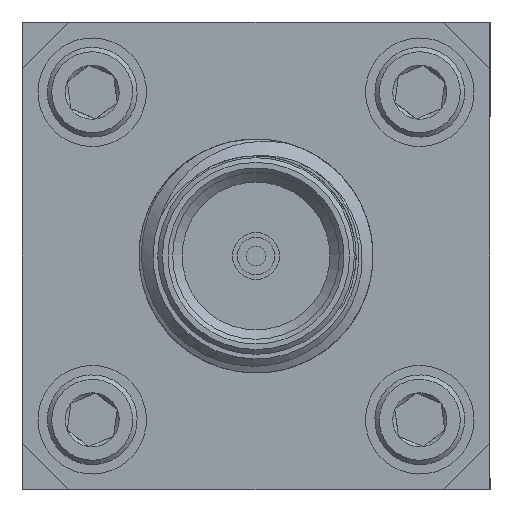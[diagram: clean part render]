
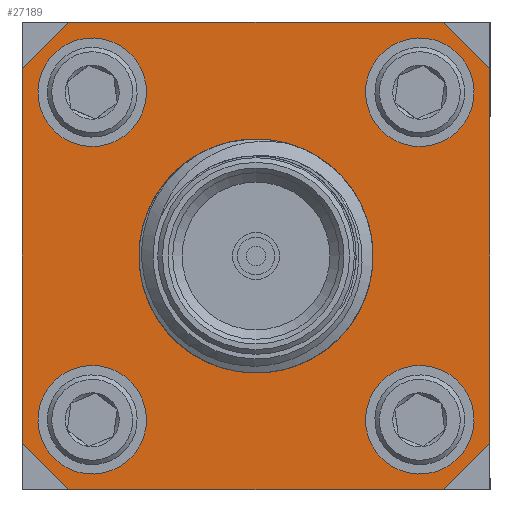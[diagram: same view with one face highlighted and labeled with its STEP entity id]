
A CAD part, left-side view. The second image highlights one B-rep face of the part: STEP entity #27189.
In plain terms, the highlighted planar face has unit normal (-1, 0, 0).
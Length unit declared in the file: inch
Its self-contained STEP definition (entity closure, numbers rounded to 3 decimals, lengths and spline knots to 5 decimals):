
#497 = EDGE_LOOP ( 'NONE', ( #3838, #30588, #24552, #13671, #2341, #34426, #33630, #20431 ) ) ;
#769 = AXIS2_PLACEMENT_3D ( 'NONE', #24712, #36580, #9939 ) ;
#1279 = CARTESIAN_POINT ( 'NONE',  ( -0.87, 0.19722, -0.12142 ) ) ;
#1411 = VERTEX_POINT ( 'NONE', #22526 ) ;
#1481 = VECTOR ( 'NONE', #26646, 39.37008 ) ;
#2341 = ORIENTED_EDGE ( 'NONE', *, *, #30886, .T. ) ;
#2929 = LINE ( 'NONE', #20816, #1481 ) ;
#3538 = VECTOR ( 'NONE', #16947, 39.37008 ) ;
#3550 = CARTESIAN_POINT ( 'NONE',  ( -0.87, 0.25, 0.2 ) ) ;
#3771 = DIRECTION ( 'NONE',  ( 0., -0.383, -0.924 ) ) ;
#3838 = ORIENTED_EDGE ( 'NONE', *, *, #23369, .T. ) ;
#4032 = CARTESIAN_POINT ( 'NONE',  ( -0.87, 0.25, -0.2 ) ) ;
#4199 = ORIENTED_EDGE ( 'NONE', *, *, #5095, .T. ) ;
#4342 = DIRECTION ( 'NONE',  ( 0., -0.707, -0.707 ) ) ;
#5095 = EDGE_CURVE ( 'NONE', #11616, #11616, #12515, .T. ) ;
#5268 = CARTESIAN_POINT ( 'NONE',  ( -0.87, -0.25, -0.2 ) ) ;
#5625 = ORIENTED_EDGE ( 'NONE', *, *, #6315, .F. ) ;
#6315 = EDGE_CURVE ( 'NONE', #16263, #16263, #20911, .T. ) ;
#6621 = VECTOR ( 'NONE', #23895, 39.37008 ) ;
#6642 = DIRECTION ( 'NONE',  ( 0., 1., 0. ) ) ;
#7180 = CARTESIAN_POINT ( 'NONE',  ( -0.87, 0.2, -0.25 ) ) ;
#7457 = EDGE_CURVE ( 'NONE', #27919, #27919, #12834, .T. ) ;
#7474 = CARTESIAN_POINT ( 'NONE',  ( -0.87, 0.175, 0.175 ) ) ;
#7603 = VECTOR ( 'NONE', #6642, 39.37008 ) ;
#7788 = VERTEX_POINT ( 'NONE', #3550 ) ;
#8538 = CARTESIAN_POINT ( 'NONE',  ( -0.87, -0.25, -0.25 ) ) ;
#9343 = EDGE_CURVE ( 'NONE', #17942, #17523, #30215, .T. ) ;
#9693 = VECTOR ( 'NONE', #20401, 39.37008 ) ;
#9896 = DIRECTION ( 'NONE',  ( 0., 1., 0. ) ) ;
#9911 = ORIENTED_EDGE ( 'NONE', *, *, #7457, .T. ) ;
#9939 = DIRECTION ( 'NONE',  ( 0., -0.383, 0.924 ) ) ;
#9941 = CARTESIAN_POINT ( 'NONE',  ( -0.87, -0.25, 0.25 ) ) ;
#10462 = FACE_BOUND ( 'NONE', #34270, .T. ) ;
#10730 = VERTEX_POINT ( 'NONE', #22786 ) ;
#11362 = CIRCLE ( 'NONE', #29385, 0.115 ) ;
#11616 = VERTEX_POINT ( 'NONE', #1279 ) ;
#11795 = EDGE_LOOP ( 'NONE', ( #9911 ) ) ;
#12300 = CARTESIAN_POINT ( 'NONE',  ( -0.87, -0.25, 0.2 ) ) ;
#12515 = CIRCLE ( 'NONE', #34265, 0.058 ) ;
#12606 = FACE_BOUND ( 'NONE', #33485, .T. ) ;
#12809 = PLANE ( 'NONE',  #13175 ) ;
#12834 = CIRCLE ( 'NONE', #28994, 0.058 ) ;
#13175 = AXIS2_PLACEMENT_3D ( 'NONE', #24667, #36536, #9896 ) ;
#13671 = ORIENTED_EDGE ( 'NONE', *, *, #14115, .T. ) ;
#13775 = VERTEX_POINT ( 'NONE', #12300 ) ;
#14089 = AXIS2_PLACEMENT_3D ( 'NONE', #7474, #37231, #25166 ) ;
#14115 = EDGE_CURVE ( 'NONE', #13775, #14504, #2929, .T. ) ;
#14504 = VERTEX_POINT ( 'NONE', #21849 ) ;
#14528 = LINE ( 'NONE', #20550, #22559 ) ;
#14681 = EDGE_LOOP ( 'NONE', ( #4199 ) ) ;
#15503 = DIRECTION ( 'NONE',  ( 0., 0.383, 0.924 ) ) ;
#16263 = VERTEX_POINT ( 'NONE', #27734 ) ;
#16947 = DIRECTION ( 'NONE',  ( 0., -0.707, 0.707 ) ) ;
#17523 = VERTEX_POINT ( 'NONE', #7180 ) ;
#17942 = VERTEX_POINT ( 'NONE', #4032 ) ;
#18182 = CARTESIAN_POINT ( 'NONE',  ( -0.87, -0.175, 0.175 ) ) ;
#18422 = DIRECTION ( 'NONE',  ( 1., 0., 0. ) ) ;
#19355 = EDGE_CURVE ( 'NONE', #10730, #13775, #35363, .T. ) ;
#20401 = DIRECTION ( 'NONE',  ( 0., 0., 1. ) ) ;
#20431 = ORIENTED_EDGE ( 'NONE', *, *, #9343, .T. ) ;
#20445 = CARTESIAN_POINT ( 'NONE',  ( -0.87, 0.25, -0.25 ) ) ;
#20550 = CARTESIAN_POINT ( 'NONE',  ( -0.87, 0.25, 0.2 ) ) ;
#20816 = CARTESIAN_POINT ( 'NONE',  ( -0.87, -0.2, 0.25 ) ) ;
#20911 = CIRCLE ( 'NONE', #14089, 0.058 ) ;
#20956 = CARTESIAN_POINT ( 'NONE',  ( -0.87, 0.175, -0.175 ) ) ;
#21490 = VECTOR ( 'NONE', #32308, 39.37008 ) ;
#21842 = VECTOR ( 'NONE', #4342, 39.37008 ) ;
#21849 = CARTESIAN_POINT ( 'NONE',  ( -0.87, -0.2, 0.25 ) ) ;
#21886 = CARTESIAN_POINT ( 'NONE',  ( -0.87, -0.19722, 0.12142 ) ) ;
#21997 = LINE ( 'NONE', #9941, #7603 ) ;
#22328 = FACE_BOUND ( 'NONE', #14681, .T. ) ;
#22526 = CARTESIAN_POINT ( 'NONE',  ( -0.87, 0.2, 0.25 ) ) ;
#22559 = VECTOR ( 'NONE', #26186, 39.37008 ) ;
#22620 = CARTESIAN_POINT ( 'NONE',  ( -0.87, 0., 0. ) ) ;
#22786 = CARTESIAN_POINT ( 'NONE',  ( -0.87, -0.25, -0.2 ) ) ;
#23369 = EDGE_CURVE ( 'NONE', #17523, #26169, #38492, .T. ) ;
#23895 = DIRECTION ( 'NONE',  ( 0., -1., 0. ) ) ;
#24122 = CARTESIAN_POINT ( 'NONE',  ( -0.87, -0.2, -0.25 ) ) ;
#24260 = EDGE_CURVE ( 'NONE', #26169, #10730, #29175, .T. ) ;
#24362 = CARTESIAN_POINT ( 'NONE',  ( -0.87, 0.2, -0.25 ) ) ;
#24552 = ORIENTED_EDGE ( 'NONE', *, *, #19355, .T. ) ;
#24667 = CARTESIAN_POINT ( 'NONE',  ( -0.87, 0., 0. ) ) ;
#24712 = CARTESIAN_POINT ( 'NONE',  ( -0.87, -0.175, -0.175 ) ) ;
#24944 = VERTEX_POINT ( 'NONE', #33516 ) ;
#25118 = EDGE_CURVE ( 'NONE', #7788, #17942, #33066, .T. ) ;
#25166 = DIRECTION ( 'NONE',  ( 0., 0.383, -0.924 ) ) ;
#25346 = DIRECTION ( 'NONE',  ( 0., 0., -1. ) ) ;
#26169 = VERTEX_POINT ( 'NONE', #24122 ) ;
#26186 = DIRECTION ( 'NONE',  ( 0., 0.707, -0.707 ) ) ;
#26434 = ORIENTED_EDGE ( 'NONE', *, *, #26907, .F. ) ;
#26646 = DIRECTION ( 'NONE',  ( 0., 0.707, 0.707 ) ) ;
#26746 = DIRECTION ( 'NONE',  ( 1., 0., 0. ) ) ;
#26907 = EDGE_CURVE ( 'NONE', #29833, #29833, #29341, .T. ) ;
#27189 = ADVANCED_FACE ( 'NONE', ( #37117, #10462, #30501, #22328, #12606, #27589 ), #12809, .F. ) ;
#27321 = ORIENTED_EDGE ( 'NONE', *, *, #34771, .T. ) ;
#27589 = FACE_BOUND ( 'NONE', #11795, .T. ) ;
#27734 = CARTESIAN_POINT ( 'NONE',  ( -0.87, 0.19722, 0.12142 ) ) ;
#27919 = VERTEX_POINT ( 'NONE', #21886 ) ;
#28352 = EDGE_LOOP ( 'NONE', ( #27321 ) ) ;
#28994 = AXIS2_PLACEMENT_3D ( 'NONE', #18182, #26746, #3771 ) ;
#29175 = LINE ( 'NONE', #5268, #3538 ) ;
#29341 = CIRCLE ( 'NONE', #769, 0.058 ) ;
#29385 = AXIS2_PLACEMENT_3D ( 'NONE', #22620, #35047, #25346 ) ;
#29833 = VERTEX_POINT ( 'NONE', #32938 ) ;
#30215 = LINE ( 'NONE', #24362, #21842 ) ;
#30501 = FACE_BOUND ( 'NONE', #28352, .T. ) ;
#30588 = ORIENTED_EDGE ( 'NONE', *, *, #24260, .T. ) ;
#30886 = EDGE_CURVE ( 'NONE', #14504, #1411, #21997, .T. ) ;
#32308 = DIRECTION ( 'NONE',  ( 0., 0., -1. ) ) ;
#32938 = CARTESIAN_POINT ( 'NONE',  ( -0.87, -0.19722, -0.12142 ) ) ;
#33066 = LINE ( 'NONE', #20445, #21490 ) ;
#33485 = EDGE_LOOP ( 'NONE', ( #26434 ) ) ;
#33516 = CARTESIAN_POINT ( 'NONE',  ( -0.87, 0., -0.115 ) ) ;
#33630 = ORIENTED_EDGE ( 'NONE', *, *, #25118, .T. ) ;
#34064 = EDGE_CURVE ( 'NONE', #1411, #7788, #14528, .T. ) ;
#34265 = AXIS2_PLACEMENT_3D ( 'NONE', #20956, #18422, #15503 ) ;
#34270 = EDGE_LOOP ( 'NONE', ( #5625 ) ) ;
#34426 = ORIENTED_EDGE ( 'NONE', *, *, #34064, .T. ) ;
#34771 = EDGE_CURVE ( 'NONE', #24944, #24944, #11362, .T. ) ;
#35047 = DIRECTION ( 'NONE',  ( 1., 0., 0. ) ) ;
#35363 = LINE ( 'NONE', #8538, #9693 ) ;
#36536 = DIRECTION ( 'NONE',  ( 1., 0., 0. ) ) ;
#36580 = DIRECTION ( 'NONE',  ( -1., 0., 0. ) ) ;
#37117 = FACE_OUTER_BOUND ( 'NONE', #497, .T. ) ;
#37231 = DIRECTION ( 'NONE',  ( -1., 0., 0. ) ) ;
#38311 = CARTESIAN_POINT ( 'NONE',  ( -0.87, -0.25, -0.25 ) ) ;
#38492 = LINE ( 'NONE', #38311, #6621 ) ;
